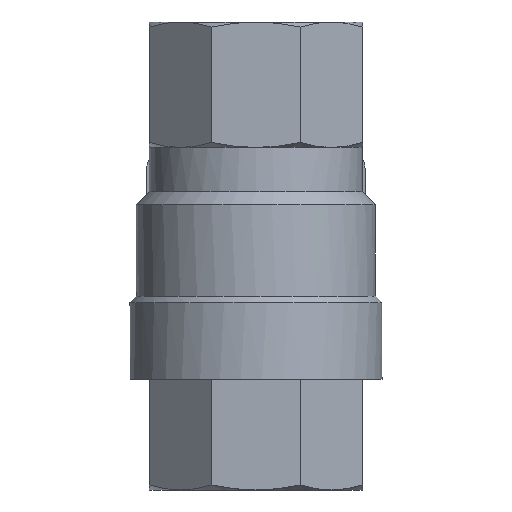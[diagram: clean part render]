
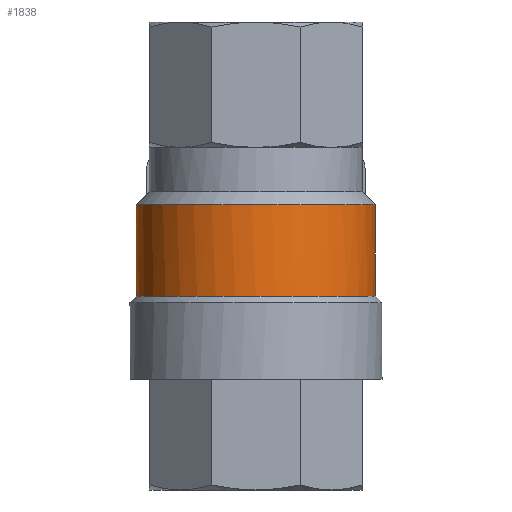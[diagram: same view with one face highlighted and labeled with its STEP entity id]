
A CAD part, front view. The second image highlights one B-rep face of the part: STEP entity #1838.
In plain terms, the highlighted cylindrical face has radius 23 mm (diameter 46 mm), a partial arc.
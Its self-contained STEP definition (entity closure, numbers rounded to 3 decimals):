
#21=CYLINDRICAL_SURFACE('',#1984,23.);
#91=CIRCLE('',#1982,23.);
#93=CIRCLE('',#1985,23.);
#512=ORIENTED_EDGE('',*,*,#1050,.F.);
#513=ORIENTED_EDGE('',*,*,#1051,.F.);
#514=ORIENTED_EDGE('',*,*,#1052,.F.);
#515=ORIENTED_EDGE('',*,*,#1047,.T.);
#1047=EDGE_CURVE('',#1311,#1312,#91,.T.);
#1050=EDGE_CURVE('',#1314,#1312,#1432,.T.);
#1051=EDGE_CURVE('',#1315,#1314,#93,.T.);
#1052=EDGE_CURVE('',#1311,#1315,#1433,.T.);
#1311=VERTEX_POINT('',#2849);
#1312=VERTEX_POINT('',#2850);
#1314=VERTEX_POINT('',#2869);
#1315=VERTEX_POINT('',#2871);
#1432=B_SPLINE_CURVE_WITH_KNOTS('',3,(#2861,#2862,#2863,#2864,#2865,#2866,
#2867,#2868),.UNSPECIFIED.,.F.,.F.,(4,1,1,1,1,4),(0.01,0.015,
0.018,0.02,0.025,0.031),
 .UNSPECIFIED.);
#1433=B_SPLINE_CURVE_WITH_KNOTS('',3,(#2872,#2873,#2874,#2875,#2876,#2877,
#2878,#2879,#2880,#2881),.UNSPECIFIED.,.F.,.F.,(4,1,1,1,1,1,1,4),(0.044,
0.049,0.052,0.054,0.057,
0.06,0.062,0.065),.UNSPECIFIED.);
#1503=EDGE_LOOP('',(#512,#513,#514,#515));
#1642=FACE_BOUND('',#1503,.T.);
#1838=ADVANCED_FACE('',(#1642),#21,.T.);
#1982=AXIS2_PLACEMENT_3D('',#2848,#2252,#2253);
#1984=AXIS2_PLACEMENT_3D('',#2860,#2256,#2257);
#1985=AXIS2_PLACEMENT_3D('',#2870,#2258,#2259);
#2252=DIRECTION('',(0.,0.,-1.));
#2253=DIRECTION('',(-1.,0.,0.));
#2256=DIRECTION('',(0.,0.,-1.));
#2257=DIRECTION('',(-1.,0.,0.));
#2258=DIRECTION('',(0.,0.,-1.));
#2259=DIRECTION('',(-1.,0.,0.));
#2848=CARTESIAN_POINT('',(0.,0.,-35.166));
#2849=CARTESIAN_POINT('',(6.431,22.083,-35.166));
#2850=CARTESIAN_POINT('',(-6.431,22.083,-35.166));
#2860=CARTESIAN_POINT('',(0.,0.,-90.));
#2861=CARTESIAN_POINT('',(-8.862,21.224,-52.716));
#2862=CARTESIAN_POINT('',(-9.941,20.774,-51.476));
#2863=CARTESIAN_POINT('',(-11.177,20.112,-49.261));
#2864=CARTESIAN_POINT('',(-11.808,19.737,-45.912));
#2865=CARTESIAN_POINT('',(-11.697,19.804,-42.461));
#2866=CARTESIAN_POINT('',(-10.175,20.698,-38.451));
#2867=CARTESIAN_POINT('',(-7.83,21.675,-36.081));
#2868=CARTESIAN_POINT('',(-6.431,22.083,-35.166));
#2869=CARTESIAN_POINT('',(-8.862,21.224,-52.716));
#2870=CARTESIAN_POINT('',(0.,0.,-52.716));
#2871=CARTESIAN_POINT('',(8.862,21.224,-52.716));
#2872=CARTESIAN_POINT('',(6.431,22.083,-35.166));
#2873=CARTESIAN_POINT('',(7.816,21.679,-36.072));
#2874=CARTESIAN_POINT('',(9.587,20.945,-37.861));
#2875=CARTESIAN_POINT('',(11.085,20.161,-40.839));
#2876=CARTESIAN_POINT('',(11.722,19.79,-43.316));
#2877=CARTESIAN_POINT('',(11.811,19.736,-45.875));
#2878=CARTESIAN_POINT('',(11.341,20.015,-48.41));
#2879=CARTESIAN_POINT('',(10.352,20.553,-50.741));
#2880=CARTESIAN_POINT('',(9.406,20.997,-52.091));
#2881=CARTESIAN_POINT('',(8.862,21.224,-52.716));
